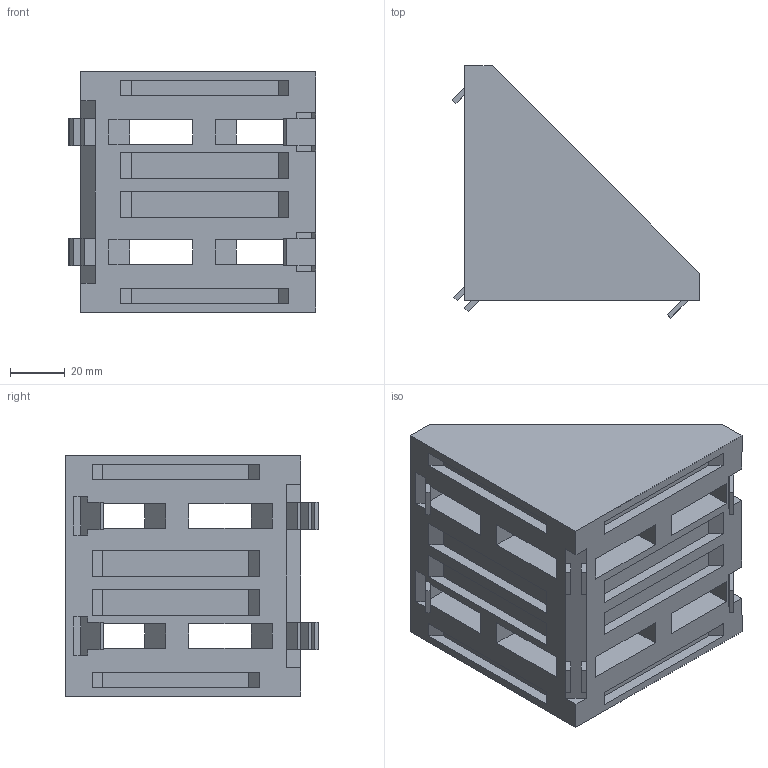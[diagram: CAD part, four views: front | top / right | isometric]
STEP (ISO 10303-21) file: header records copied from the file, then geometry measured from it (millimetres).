
FILE_DESCRIPTION (( 'STEP AP203' ), '1' );
FILE_NAME ('Óãëîâîé ñîåäèíèòåëü AL 2õ4 86õ86õ88.STEP', '2022-10-04T07:50:09', ( 'user' ), ( '' ), 'SwSTEP 2.0', 'SolidWorks 2022', '' );
FILE_SCHEMA (( 'CONFIG_CONTROL_DESIGN' ));
Length unit declared in the file: millimetre
Products named in the file (1): Угловой соединитель AL 2х4 86х86х88
Bounding box: 90.53 x 92.45 x 88 mm (x, y, z)
Volume: 145212.6 mm3; surface area: 51720.3 mm2
Topology: 1 solids, 1 shells, 149 faces, 397 edges, 262 vertices
Faces by surface type: plane 149
Entity records: 4636 total; most frequent: CARTESIAN_POINT 809, ORIENTED_EDGE 794, DIRECTION 697, LINE 397, EDGE_CURVE 397, VECTOR 397, VERTEX_POINT 262, EDGE_LOOP 177
